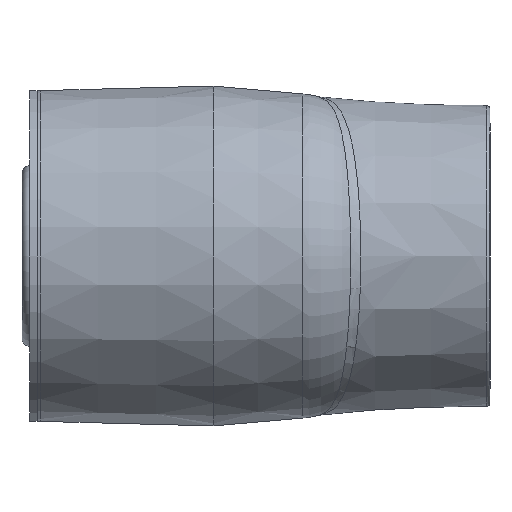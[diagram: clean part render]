
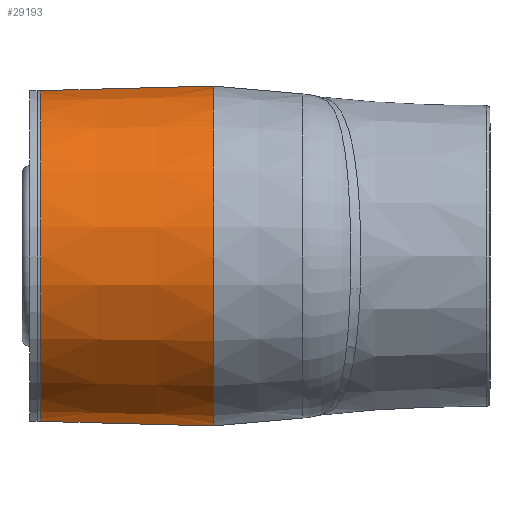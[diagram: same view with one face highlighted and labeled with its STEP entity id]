
A CAD part, left-side view. The second image highlights one B-rep face of the part: STEP entity #29193.
In plain terms, the highlighted conical face has half-angle 1.5 degrees and reference radius 69.85 mm.
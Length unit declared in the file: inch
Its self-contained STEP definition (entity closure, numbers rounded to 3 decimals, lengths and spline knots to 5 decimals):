
#3466=LINE('',#49348,#6082);
#3467=LINE('',#49350,#6083);
#6082=VECTOR('',#34344,0.3937);
#6083=VECTOR('',#34347,0.3937);
#8535=CONICAL_SURFACE('',#30710,2.75,0.026);
#9527=FACE_OUTER_BOUND('',#11232,.T.);
#11232=EDGE_LOOP('',(#24772,#24773,#24774,#24775));
#12037=CIRCLE('',#30627,2.82528);
#12075=CIRCLE('',#30696,2.75);
#13842=VERTEX_POINT('',#47064);
#13843=VERTEX_POINT('',#47068);
#13919=VERTEX_POINT('',#49323);
#13922=VERTEX_POINT('',#49328);
#17589=EDGE_CURVE('',#13842,#13843,#12037,.T.);
#17721=EDGE_CURVE('',#13922,#13919,#12075,.T.);
#17730=EDGE_CURVE('',#13919,#13843,#3466,.T.);
#17731=EDGE_CURVE('',#13922,#13842,#3467,.T.);
#24772=ORIENTED_EDGE('',*,*,#17589,.T.);
#24773=ORIENTED_EDGE('',*,*,#17730,.F.);
#24774=ORIENTED_EDGE('',*,*,#17721,.F.);
#24775=ORIENTED_EDGE('',*,*,#17731,.T.);
#29193=ADVANCED_FACE('',(#9527),#8535,.T.);
#30627=AXIS2_PLACEMENT_3D('',#47070,#34154,#34155);
#30696=AXIS2_PLACEMENT_3D('',#49330,#34314,#34315);
#30710=AXIS2_PLACEMENT_3D('',#49351,#34348,#34349);
#34154=DIRECTION('center_axis',(0.,1.,0.));
#34155=DIRECTION('ref_axis',(0.,0.,-1.));
#34314=DIRECTION('center_axis',(0.,1.,0.));
#34315=DIRECTION('ref_axis',(0.,0.,-1.));
#34344=DIRECTION('',(0.,-1.,0.026));
#34347=DIRECTION('',(0.,-1.,-0.026));
#34348=DIRECTION('center_axis',(0.,-1.,0.));
#34349=DIRECTION('ref_axis',(0.,0.,-1.));
#47064=CARTESIAN_POINT('',(-4.75,0.,-2.82528));
#47068=CARTESIAN_POINT('',(-4.75,0.,2.82528));
#47070=CARTESIAN_POINT('Origin',(-4.75,0.,0.));
#49323=CARTESIAN_POINT('',(-4.75,2.875,2.75));
#49328=CARTESIAN_POINT('',(-4.75,2.875,-2.75));
#49330=CARTESIAN_POINT('Origin',(-4.75,2.875,0.));
#49348=CARTESIAN_POINT('',(-4.75,2.875,2.75));
#49350=CARTESIAN_POINT('',(-4.75,2.875,-2.75));
#49351=CARTESIAN_POINT('Origin',(-4.75,2.875,0.));
